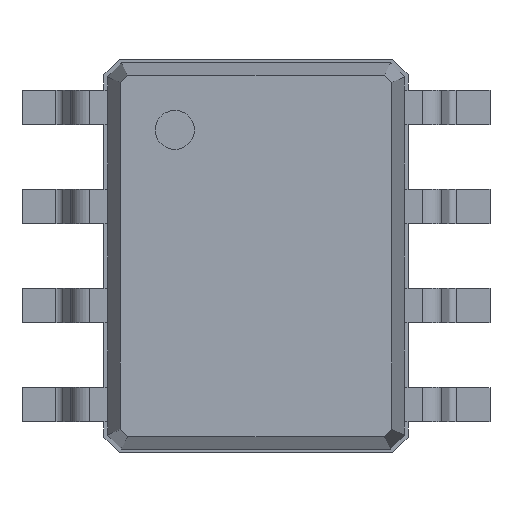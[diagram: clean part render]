
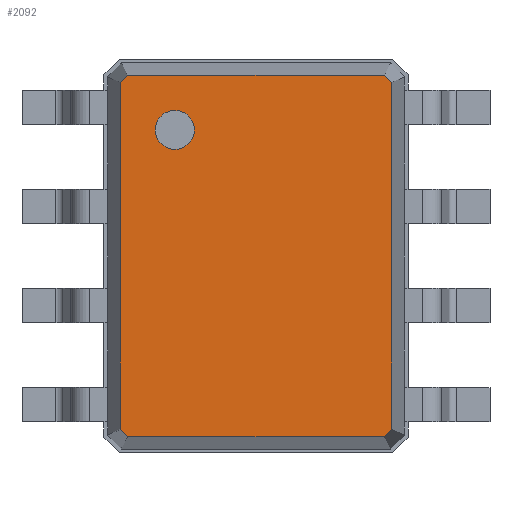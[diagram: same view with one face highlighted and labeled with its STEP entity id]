
A CAD part, top view. The second image highlights one B-rep face of the part: STEP entity #2092.
In plain terms, the highlighted planar face has unit normal (0, 0, 1).
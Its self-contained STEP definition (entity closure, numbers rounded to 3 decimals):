
#27=VECTOR('',#28,1.);
#28=DIRECTION('',(1.,0.,0.));
#51=VECTOR('',#52,1.);
#52=DIRECTION('',(0.707,-0.707,0.));
#58=VECTOR('',#59,1.);
#59=DIRECTION('',(0.,-1.,0.));
#65=VECTOR('',#66,1.);
#66=DIRECTION('',(-0.707,-0.707,0.));
#72=VECTOR('',#73,1.);
#73=DIRECTION('',(-1.,0.,0.));
#79=VECTOR('',#80,1.);
#80=DIRECTION('',(-0.707,0.707,0.));
#86=VECTOR('',#87,1.);
#87=DIRECTION('',(0.,1.,0.));
#91=VECTOR('',#92,1.);
#92=DIRECTION('',(0.707,0.707,0.));
#95=DIRECTION('',(0.,0.,-1.));
#792=VERTEX_POINT('',#793);
#793=CARTESIAN_POINT('',(-1.741,2.22,1.75));
#796=EDGE_CURVE('',#797,#792,#799,.T.);
#797=VERTEX_POINT('',#798);
#798=CARTESIAN_POINT('',(-1.741,-2.22,1.75));
#799=LINE('',#798,#86);
#810=VERTEX_POINT('',#811);
#811=CARTESIAN_POINT('',(-1.645,2.316,1.75));
#814=EDGE_CURVE('',#792,#810,#815,.T.);
#815=LINE('',#793,#91);
#824=VERTEX_POINT('',#825);
#825=CARTESIAN_POINT('',(1.645,2.316,1.75));
#828=EDGE_CURVE('',#810,#824,#829,.T.);
#829=LINE('',#811,#27);
#838=VERTEX_POINT('',#839);
#839=CARTESIAN_POINT('',(1.741,2.22,1.75));
#842=EDGE_CURVE('',#824,#838,#843,.T.);
#843=LINE('',#825,#51);
#884=VERTEX_POINT('',#885);
#885=CARTESIAN_POINT('',(1.741,-2.22,1.75));
#888=EDGE_CURVE('',#838,#884,#889,.T.);
#889=LINE('',#839,#58);
#2092=ADVANCED_FACE('',(#2093,#2113),#2123,.F.);
#2093=FACE_BOUND('',#2094,.F.);
#2094=EDGE_LOOP('',(#2095,#2096,#2097,#2098,#2103,#2108,#2111,#2112));
#2095=ORIENTED_EDGE('',*,*,#828,.T.);
#2096=ORIENTED_EDGE('',*,*,#842,.T.);
#2097=ORIENTED_EDGE('',*,*,#888,.T.);
#2098=ORIENTED_EDGE('',*,*,#2099,.T.);
#2099=EDGE_CURVE('',#884,#2100,#2102,.T.);
#2100=VERTEX_POINT('',#2101);
#2101=CARTESIAN_POINT('',(1.645,-2.316,1.75));
#2102=LINE('',#885,#65);
#2103=ORIENTED_EDGE('',*,*,#2104,.T.);
#2104=EDGE_CURVE('',#2100,#2105,#2107,.T.);
#2105=VERTEX_POINT('',#2106);
#2106=CARTESIAN_POINT('',(-1.645,-2.316,1.75));
#2107=LINE('',#2101,#72);
#2108=ORIENTED_EDGE('',*,*,#2109,.T.);
#2109=EDGE_CURVE('',#2105,#797,#2110,.T.);
#2110=LINE('',#2106,#79);
#2111=ORIENTED_EDGE('',*,*,#796,.T.);
#2112=ORIENTED_EDGE('',*,*,#814,.T.);
#2113=FACE_BOUND('',#2114,.F.);
#2114=EDGE_LOOP('',(#2115));
#2115=ORIENTED_EDGE('',*,*,#2116,.F.);
#2116=EDGE_CURVE('',#2117,#2117,#2119,.T.);
#2117=VERTEX_POINT('',#2118);
#2118=CARTESIAN_POINT('',(-1.041,1.366,1.75));
#2119=CIRCLE('',#2120,0.25);
#2120=AXIS2_PLACEMENT_3D('',#2121,#2122,#59);
#2121=CARTESIAN_POINT('',(-1.041,1.616,1.75));
#2122=DIRECTION('',(0.,-0.,-1.));
#2123=PLANE('',#2124);
#2124=AXIS2_PLACEMENT_3D('',#811,#95,#2125);
#2125=DIRECTION('',(0.579,-0.815,0.));
